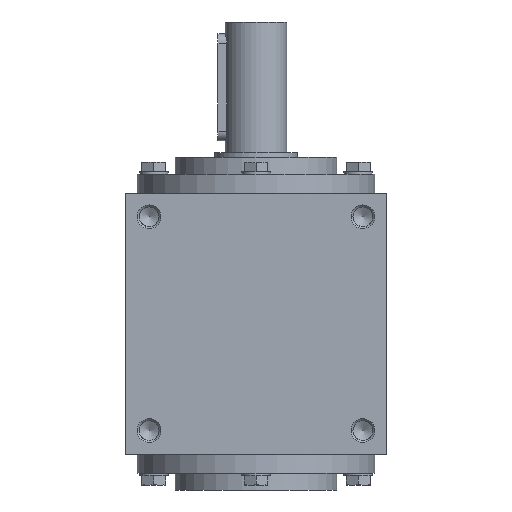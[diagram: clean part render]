
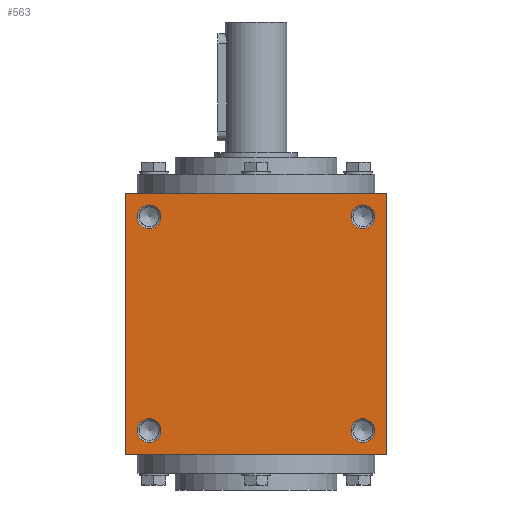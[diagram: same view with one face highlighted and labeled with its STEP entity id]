
A CAD part, left-side view. The second image highlights one B-rep face of the part: STEP entity #563.
In plain terms, the highlighted face is planar.
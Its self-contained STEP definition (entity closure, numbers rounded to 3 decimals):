
#563 = ADVANCED_FACE( '', ( #1159, #1160, #1161, #1162, #1163 ), #1164, .F. );
#1159 = FACE_BOUND( '', #1807, .T. );
#1160 = FACE_BOUND( '', #1808, .T. );
#1161 = FACE_BOUND( '', #1809, .T. );
#1162 = FACE_BOUND( '', #1810, .T. );
#1163 = FACE_OUTER_BOUND( '', #1811, .T. );
#1164 = PLANE( '', #1812 );
#1807 = EDGE_LOOP( '', ( #2809 ) );
#1808 = EDGE_LOOP( '', ( #2810 ) );
#1809 = EDGE_LOOP( '', ( #2811 ) );
#1810 = EDGE_LOOP( '', ( #2812 ) );
#1811 = EDGE_LOOP( '', ( #2813, #2814, #2815, #2816 ) );
#1812 = AXIS2_PLACEMENT_3D( '', #2817, #2818, #2819 );
#2809 = ORIENTED_EDGE( '', *, *, #3501, .F. );
#2810 = ORIENTED_EDGE( '', *, *, #3592, .T. );
#2811 = ORIENTED_EDGE( '', *, *, #3558, .F. );
#2812 = ORIENTED_EDGE( '', *, *, #3593, .T. );
#2813 = ORIENTED_EDGE( '', *, *, #3396, .F. );
#2814 = ORIENTED_EDGE( '', *, *, #3310, .F. );
#2815 = ORIENTED_EDGE( '', *, *, #3594, .F. );
#2816 = ORIENTED_EDGE( '', *, *, #3512, .F. );
#2817 = CARTESIAN_POINT( '', ( 0., 0., -55. ) );
#2818 = DIRECTION( '', ( 0., 0., 1. ) );
#2819 = DIRECTION( '', ( 1., 0., 0. ) );
#3310 = EDGE_CURVE( '', #3810, #3811, #3812, .T. );
#3396 = EDGE_CURVE( '', #3811, #3945, #3946, .T. );
#3501 = EDGE_CURVE( '', #4101, #4101, #4102, .T. );
#3512 = EDGE_CURVE( '', #3945, #4116, #4117, .T. );
#3558 = EDGE_CURVE( '', #4177, #4177, #4178, .T. );
#3592 = EDGE_CURVE( '', #4220, #4220, #4221, .T. );
#3593 = EDGE_CURVE( '', #4222, #4222, #4223, .T. );
#3594 = EDGE_CURVE( '', #4116, #3810, #4224, .T. );
#3810 = VERTEX_POINT( '', #4452 );
#3811 = VERTEX_POINT( '', #4453 );
#3812 = LINE( '', #4454, #4455 );
#3945 = VERTEX_POINT( '', #4683 );
#3946 = LINE( '', #4684, #4685 );
#4101 = VERTEX_POINT( '', #4858 );
#4102 = CIRCLE( '', #4859, 5. );
#4116 = VERTEX_POINT( '', #4873 );
#4117 = LINE( '', #4874, #4875 );
#4177 = VERTEX_POINT( '', #4949 );
#4178 = CIRCLE( '', #4950, 5. );
#4220 = VERTEX_POINT( '', #4996 );
#4221 = CIRCLE( '', #4997, 5. );
#4222 = VERTEX_POINT( '', #4998 );
#4223 = CIRCLE( '', #4999, 5. );
#4224 = LINE( '', #5000, #5001 );
#4452 = CARTESIAN_POINT( '', ( 55., 55., -55. ) );
#4453 = CARTESIAN_POINT( '', ( -55., 55., -55. ) );
#4454 = CARTESIAN_POINT( '', ( 55., 55., -55. ) );
#4455 = VECTOR( '', #5334, 1000. );
#4683 = CARTESIAN_POINT( '', ( -55., -55., -55. ) );
#4684 = CARTESIAN_POINT( '', ( -55., 55., -55. ) );
#4685 = VECTOR( '', #5479, 1000. );
#4858 = CARTESIAN_POINT( '', ( -50., 45., -55. ) );
#4859 = AXIS2_PLACEMENT_3D( '', #5666, #5667, #5668 );
#4873 = CARTESIAN_POINT( '', ( 55., -55., -55. ) );
#4874 = CARTESIAN_POINT( '', ( -55., -55., -55. ) );
#4875 = VECTOR( '', #5684, 1000. );
#4949 = CARTESIAN_POINT( '', ( -50., -45., -55. ) );
#4950 = AXIS2_PLACEMENT_3D( '', #5746, #5747, #5748 );
#4996 = CARTESIAN_POINT( '', ( 50., 45., -55. ) );
#4997 = AXIS2_PLACEMENT_3D( '', #5801, #5802, #5803 );
#4998 = CARTESIAN_POINT( '', ( 50., -45., -55. ) );
#4999 = AXIS2_PLACEMENT_3D( '', #5804, #5805, #5806 );
#5000 = CARTESIAN_POINT( '', ( 55., -55., -55. ) );
#5001 = VECTOR( '', #5807, 1000. );
#5334 = DIRECTION( '', ( -1., 0., 0. ) );
#5479 = DIRECTION( '', ( 0., -1., 0. ) );
#5666 = CARTESIAN_POINT( '', ( -45., 45., -55. ) );
#5667 = DIRECTION( '', ( 0., 0., -1. ) );
#5668 = DIRECTION( '', ( -1., 0., 0. ) );
#5684 = DIRECTION( '', ( 1., 0., 0. ) );
#5746 = CARTESIAN_POINT( '', ( -45., -45., -55. ) );
#5747 = DIRECTION( '', ( 0., 0., -1. ) );
#5748 = DIRECTION( '', ( -1., 0., 0. ) );
#5801 = CARTESIAN_POINT( '', ( 45., 45., -55. ) );
#5802 = DIRECTION( '', ( 0., 0., 1. ) );
#5803 = DIRECTION( '', ( 1., 0., 0. ) );
#5804 = CARTESIAN_POINT( '', ( 45., -45., -55. ) );
#5805 = DIRECTION( '', ( 0., 0., 1. ) );
#5806 = DIRECTION( '', ( 1., 0., 0. ) );
#5807 = DIRECTION( '', ( 0., 1., 0. ) );
